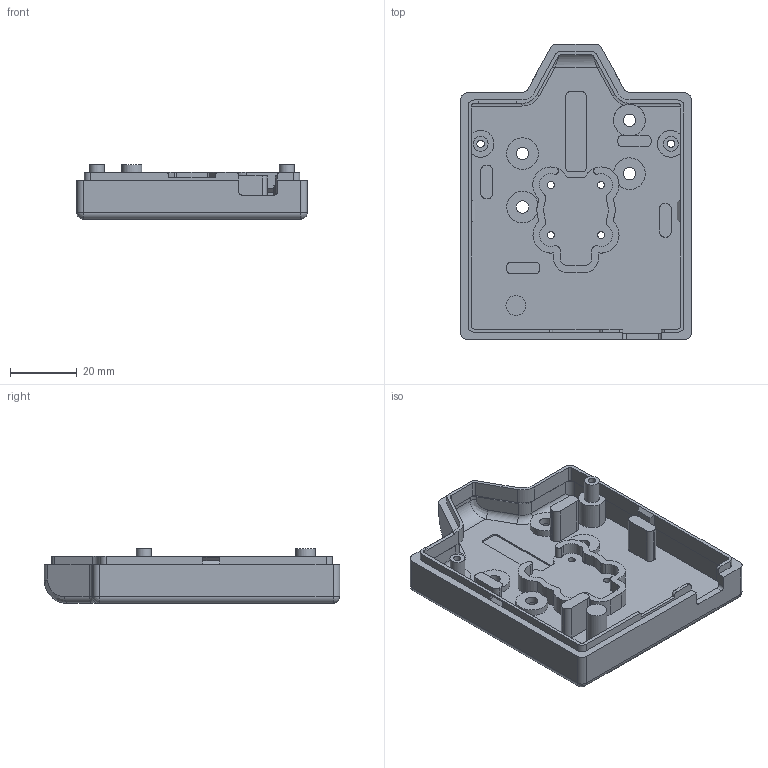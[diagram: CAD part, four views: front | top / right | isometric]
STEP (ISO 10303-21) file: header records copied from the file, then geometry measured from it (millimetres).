
FILE_DESCRIPTION(/* description */ (''),/* implementation_level */ '2;1');
FILE_NAME(/* name */ 'Jacdac-HeadMouse-Bottom.step',/* time_stamp */ '2021-10-26T23:33:27-07:00',/* author */ (''),/* organization */ (''),/* preprocessor_version */ 'ST-DEVELOPER v18.1',/* originating_system */ 'Autodesk Translation Framework v10.10.0.1391',/* authorisation */ '');
FILE_SCHEMA (('AUTOMOTIVE_DESIGN { 1 0 10303 214 3 1 1 }'));
Length unit declared in the file: millimetre
Products named in the file (2): Jacdac-HeadMouse-Bottom; Enclosure
Assembly tree (1 placements, depth 2):
  Jacdac-HeadMouse-Bottom
    Enclosure
Bounding box: 69 x 88.5 x 16.4 mm (x, y, z)
Volume: 21766.6 mm3; surface area: 22162.2 mm2
Topology: 1 solids, 1 shells, 353 faces, 917 edges, 588 vertices
Faces by surface type: plane 163, cylinder 124, bspline 50, cone 8, torus 4, sphere 4
Full cylindrical faces by diameter (mm): 2.1 x3, 2.2 x2, 3.7 x4, 4.5 x2, 5.1 x4, 6 x1, 6.3 x2, 7.2 x4, 9.5 x1
Entity records: 11685 total; most frequent: CARTESIAN_POINT 3044, ORIENTED_EDGE 1834, DIRECTION 1702, EDGE_CURVE 917, VERTEX_POINT 588, AXIS2_PLACEMENT_3D 575, LINE 552, VECTOR 552
